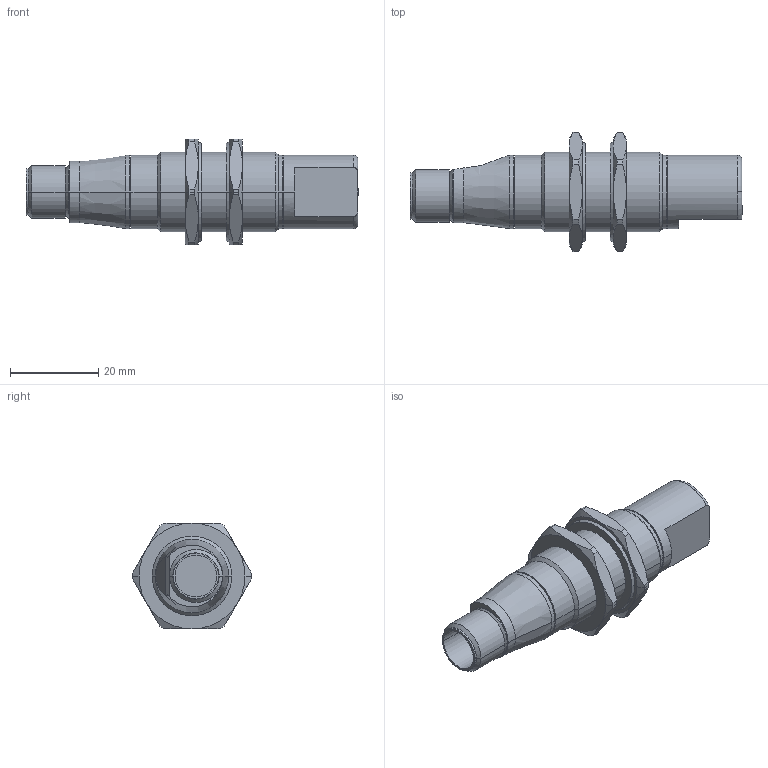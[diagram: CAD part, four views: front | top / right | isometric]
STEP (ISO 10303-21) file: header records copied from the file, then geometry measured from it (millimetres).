
FILE_DESCRIPTION(('STEP AP242'),'1');
FILE_NAME('sensor_xub1anawm12.stp','2021-06-11T03:55:18',('TraceParts'),('TraceParts S.A.'),'Spatial InterOp 3D',' ',' ');
FILE_SCHEMA(('AP242_MANAGED_MODEL_BASED_3D_ENGINEERING_MIM_LF {1 0 10303 442 1 1 4}'));
Length unit declared in the file: millimetre
Products named in the file (1): sensor_xub1anawm12_1
Bounding box: 75.31 x 27 x 24.01 mm (x, y, z)
Volume: 16768.1 mm3; surface area: 6464.1 mm2
Topology: 3 solids, 3 shells, 153 faces, 348 edges, 212 vertices
Faces by surface type: cone 54, cylinder 52, plane 39, torus 8
Entity records: 4516 total; most frequent: CARTESIAN_POINT 1052, DIRECTION 787, ORIENTED_EDGE 696, EDGE_CURVE 348, AXIS2_PLACEMENT_3D 335, VERTEX_POINT 212, CIRCLE 173, EDGE_LOOP 168
